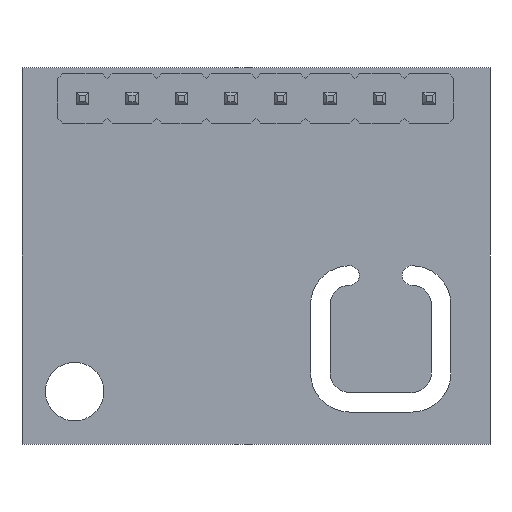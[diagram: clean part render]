
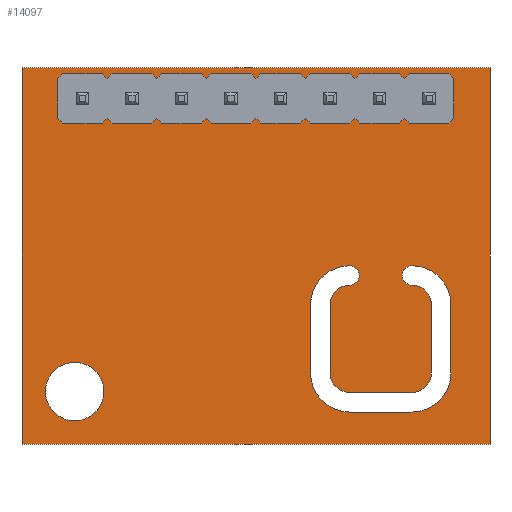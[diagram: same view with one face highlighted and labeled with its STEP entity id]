
A CAD part, front view. The second image highlights one B-rep face of the part: STEP entity #14097.
In plain terms, the highlighted planar face has unit normal (0, -1, 0).
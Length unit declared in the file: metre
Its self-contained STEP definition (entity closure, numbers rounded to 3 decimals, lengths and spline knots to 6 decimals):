
#286=CIRCLE('',#19221,0.0015);
#287=CIRCLE('',#19222,0.001);
#288=CIRCLE('',#19223,0.0005);
#289=CIRCLE('',#19224,0.002);
#290=CIRCLE('',#19225,0.002);
#291=CIRCLE('',#19226,0.002);
#292=CIRCLE('',#19227,0.002);
#293=CIRCLE('',#19228,0.0005);
#294=CIRCLE('',#19229,0.001);
#295=CIRCLE('',#19230,0.001);
#296=CIRCLE('',#19231,0.001);
#2565=ORIENTED_EDGE('',*,*,#5374,.F.);
#2566=ORIENTED_EDGE('',*,*,#5375,.F.);
#2567=ORIENTED_EDGE('',*,*,#5376,.F.);
#2568=ORIENTED_EDGE('',*,*,#5377,.F.);
#2569=ORIENTED_EDGE('',*,*,#5378,.T.);
#2570=ORIENTED_EDGE('',*,*,#5379,.F.);
#2571=ORIENTED_EDGE('',*,*,#5380,.T.);
#2572=ORIENTED_EDGE('',*,*,#5381,.T.);
#2573=ORIENTED_EDGE('',*,*,#5382,.F.);
#2574=ORIENTED_EDGE('',*,*,#5383,.F.);
#2575=ORIENTED_EDGE('',*,*,#5384,.F.);
#2576=ORIENTED_EDGE('',*,*,#5385,.T.);
#2577=ORIENTED_EDGE('',*,*,#5386,.T.);
#2578=ORIENTED_EDGE('',*,*,#5387,.T.);
#2579=ORIENTED_EDGE('',*,*,#5388,.F.);
#2580=ORIENTED_EDGE('',*,*,#5389,.F.);
#2581=ORIENTED_EDGE('',*,*,#5390,.F.);
#2582=ORIENTED_EDGE('',*,*,#5391,.F.);
#2583=ORIENTED_EDGE('',*,*,#5392,.T.);
#2584=ORIENTED_EDGE('',*,*,#5393,.T.);
#2585=ORIENTED_EDGE('',*,*,#5394,.T.);
#5374=EDGE_CURVE('',#6904,#6905,#8294,.T.);
#5375=EDGE_CURVE('',#6906,#6904,#8295,.T.);
#5376=EDGE_CURVE('',#6907,#6906,#8296,.T.);
#5377=EDGE_CURVE('',#6905,#6907,#8297,.T.);
#5378=EDGE_CURVE('',#6908,#6908,#286,.T.);
#5379=EDGE_CURVE('',#6909,#6910,#287,.T.);
#5380=EDGE_CURVE('',#6909,#6911,#288,.T.);
#5381=EDGE_CURVE('',#6911,#6912,#289,.T.);
#5382=EDGE_CURVE('',#6913,#6912,#8298,.T.);
#5383=EDGE_CURVE('',#6914,#6913,#290,.F.);
#5384=EDGE_CURVE('',#6915,#6914,#8299,.T.);
#5385=EDGE_CURVE('',#6915,#6916,#291,.T.);
#5386=EDGE_CURVE('',#6916,#6917,#8300,.T.);
#5387=EDGE_CURVE('',#6917,#6918,#292,.T.);
#5388=EDGE_CURVE('',#6919,#6918,#293,.F.);
#5389=EDGE_CURVE('',#6920,#6919,#294,.T.);
#5390=EDGE_CURVE('',#6921,#6920,#8301,.T.);
#5391=EDGE_CURVE('',#6922,#6921,#295,.T.);
#5392=EDGE_CURVE('',#6922,#6923,#8302,.T.);
#5393=EDGE_CURVE('',#6923,#6924,#296,.F.);
#5394=EDGE_CURVE('',#6924,#6910,#8303,.T.);
#6904=VERTEX_POINT('',#25540);
#6905=VERTEX_POINT('',#25541);
#6906=VERTEX_POINT('',#25543);
#6907=VERTEX_POINT('',#25545);
#6908=VERTEX_POINT('',#25548);
#6909=VERTEX_POINT('',#25550);
#6910=VERTEX_POINT('',#25551);
#6911=VERTEX_POINT('',#25553);
#6912=VERTEX_POINT('',#25555);
#6913=VERTEX_POINT('',#25557);
#6914=VERTEX_POINT('',#25559);
#6915=VERTEX_POINT('',#25561);
#6916=VERTEX_POINT('',#25563);
#6917=VERTEX_POINT('',#25565);
#6918=VERTEX_POINT('',#25567);
#6919=VERTEX_POINT('',#25569);
#6920=VERTEX_POINT('',#25571);
#6921=VERTEX_POINT('',#25573);
#6922=VERTEX_POINT('',#25575);
#6923=VERTEX_POINT('',#25577);
#6924=VERTEX_POINT('',#25579);
#8294=LINE('',#25539,#9959);
#8295=LINE('',#25542,#9960);
#8296=LINE('',#25544,#9961);
#8297=LINE('',#25546,#9962);
#8298=LINE('',#25556,#9963);
#8299=LINE('',#25560,#9964);
#8300=LINE('',#25564,#9965);
#8301=LINE('',#25572,#9966);
#8302=LINE('',#25576,#9967);
#8303=LINE('',#25580,#9968);
#9959=VECTOR('',#21704,1.);
#9960=VECTOR('',#21705,1.);
#9961=VECTOR('',#21706,1.);
#9962=VECTOR('',#21707,1.);
#9963=VECTOR('',#21716,1.);
#9964=VECTOR('',#21719,1.);
#9965=VECTOR('',#21722,1.);
#9966=VECTOR('',#21729,1.);
#9967=VECTOR('',#21732,1.);
#9968=VECTOR('',#21735,1.);
#11179=EDGE_LOOP('',(#2565,#2566,#2567,#2568));
#11180=EDGE_LOOP('',(#2569));
#11181=EDGE_LOOP('',(#2570,#2571,#2572,#2573,#2574,#2575,#2576,#2577,#2578,
#2579,#2580,#2581,#2582,#2583,#2584,#2585));
#11978=FACE_BOUND('',#11179,.T.);
#11979=FACE_BOUND('',#11180,.T.);
#11980=FACE_BOUND('',#11181,.T.);
#12686=PLANE('',#19220);
#14097=ADVANCED_FACE('',(#11978,#11979,#11980),#12686,.F.);
#19220=AXIS2_PLACEMENT_3D('',#25538,#21702,#21703);
#19221=AXIS2_PLACEMENT_3D('',#25547,#21708,#21709);
#19222=AXIS2_PLACEMENT_3D('',#25549,#21710,#21711);
#19223=AXIS2_PLACEMENT_3D('',#25552,#21712,#21713);
#19224=AXIS2_PLACEMENT_3D('',#25554,#21714,#21715);
#19225=AXIS2_PLACEMENT_3D('',#25558,#21717,#21718);
#19226=AXIS2_PLACEMENT_3D('',#25562,#21720,#21721);
#19227=AXIS2_PLACEMENT_3D('',#25566,#21723,#21724);
#19228=AXIS2_PLACEMENT_3D('',#25568,#21725,#21726);
#19229=AXIS2_PLACEMENT_3D('',#25570,#21727,#21728);
#19230=AXIS2_PLACEMENT_3D('',#25574,#21730,#21731);
#19231=AXIS2_PLACEMENT_3D('',#25578,#21733,#21734);
#21702=DIRECTION('',(0.,1.,0.));
#21703=DIRECTION('',(0.,0.,1.));
#21704=DIRECTION('',(0.,0.,-1.));
#21705=DIRECTION('',(1.,0.,0.));
#21706=DIRECTION('',(0.,0.,1.));
#21707=DIRECTION('',(-1.,0.,0.));
#21708=DIRECTION('',(0.,1.,0.));
#21709=DIRECTION('',(0.,0.,1.));
#21710=DIRECTION('',(0.,1.,0.));
#21711=DIRECTION('',(0.,0.,1.));
#21712=DIRECTION('',(0.,1.,0.));
#21713=DIRECTION('',(0.,0.,1.));
#21714=DIRECTION('',(0.,1.,0.));
#21715=DIRECTION('',(0.,0.,1.));
#21716=DIRECTION('',(0.,0.,1.));
#21717=DIRECTION('',(0.,1.,0.));
#21718=DIRECTION('',(0.,0.,1.));
#21719=DIRECTION('',(1.,0.,0.));
#21720=DIRECTION('',(0.,1.,0.));
#21721=DIRECTION('',(0.,0.,1.));
#21722=DIRECTION('',(0.,0.,1.));
#21723=DIRECTION('',(0.,1.,0.));
#21724=DIRECTION('',(0.,0.,1.));
#21725=DIRECTION('',(0.,1.,0.));
#21726=DIRECTION('',(0.,0.,1.));
#21727=DIRECTION('',(0.,1.,0.));
#21728=DIRECTION('',(0.,0.,1.));
#21729=DIRECTION('',(0.,0.,1.));
#21730=DIRECTION('',(0.,1.,0.));
#21731=DIRECTION('',(0.,0.,1.));
#21732=DIRECTION('',(1.,0.,0.));
#21733=DIRECTION('',(0.,1.,0.));
#21734=DIRECTION('',(0.,0.,1.));
#21735=DIRECTION('',(0.,0.,1.));
#25538=CARTESIAN_POINT('',(0.,0.,0.));
#25539=CARTESIAN_POINT('',(0.012,0.,-0.00965));
#25540=CARTESIAN_POINT('',(0.012,0.,0.00965));
#25541=CARTESIAN_POINT('',(0.012,0.,-0.00965));
#25542=CARTESIAN_POINT('',(-0.012,0.,0.00965));
#25543=CARTESIAN_POINT('',(-0.012,0.,0.00965));
#25544=CARTESIAN_POINT('',(-0.012,0.,-0.00965));
#25545=CARTESIAN_POINT('',(-0.012,0.,-0.00965));
#25546=CARTESIAN_POINT('',(-0.012,0.,-0.00965));
#25547=CARTESIAN_POINT('',(-0.0093,0.,-0.00695));
#25548=CARTESIAN_POINT('',(-0.0093,0.,-0.00545));
#25549=CARTESIAN_POINT('',(0.008,0.,-0.0025));
#25550=CARTESIAN_POINT('',(0.008,0.,-0.0015));
#25551=CARTESIAN_POINT('',(0.009,0.,-0.0025));
#25552=CARTESIAN_POINT('',(0.008,0.,-0.001));
#25553=CARTESIAN_POINT('',(0.008,0.,-0.0005));
#25554=CARTESIAN_POINT('',(0.008,0.,-0.0025));
#25555=CARTESIAN_POINT('',(0.01,0.,-0.0025));
#25556=CARTESIAN_POINT('',(0.01,0.,0.));
#25557=CARTESIAN_POINT('',(0.01,0.,-0.006));
#25558=CARTESIAN_POINT('',(0.008,0.,-0.006));
#25559=CARTESIAN_POINT('',(0.008,0.,-0.008));
#25560=CARTESIAN_POINT('',(0.,0.,-0.008));
#25561=CARTESIAN_POINT('',(0.0048,0.,-0.008));
#25562=CARTESIAN_POINT('',(0.0048,0.,-0.006));
#25563=CARTESIAN_POINT('',(0.0028,0.,-0.006));
#25564=CARTESIAN_POINT('',(0.0028,0.,0.));
#25565=CARTESIAN_POINT('',(0.0028,0.,-0.0025));
#25566=CARTESIAN_POINT('',(0.0048,0.,-0.0025));
#25567=CARTESIAN_POINT('',(0.0048,0.,-0.0005));
#25568=CARTESIAN_POINT('',(0.0048,0.,-0.001));
#25569=CARTESIAN_POINT('',(0.0048,0.,-0.0015));
#25570=CARTESIAN_POINT('',(0.0048,0.,-0.0025));
#25571=CARTESIAN_POINT('',(0.0038,0.,-0.0025));
#25572=CARTESIAN_POINT('',(0.0038,0.,0.));
#25573=CARTESIAN_POINT('',(0.0038,0.,-0.006));
#25574=CARTESIAN_POINT('',(0.0048,0.,-0.006));
#25575=CARTESIAN_POINT('',(0.0048,0.,-0.007));
#25576=CARTESIAN_POINT('',(0.,0.,-0.007));
#25577=CARTESIAN_POINT('',(0.008,0.,-0.007));
#25578=CARTESIAN_POINT('',(0.008,0.,-0.006));
#25579=CARTESIAN_POINT('',(0.009,0.,-0.006));
#25580=CARTESIAN_POINT('',(0.009,0.,0.));
